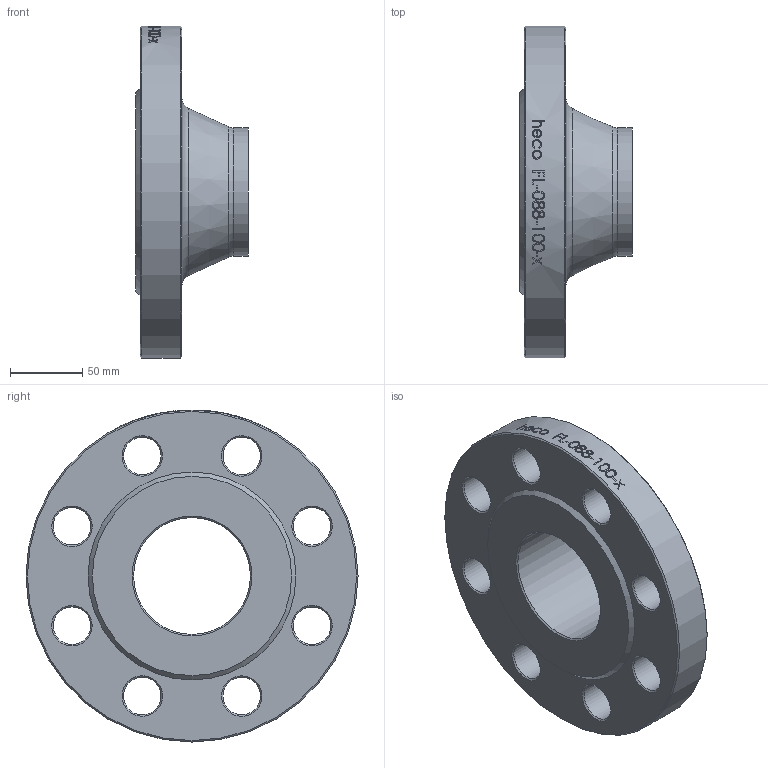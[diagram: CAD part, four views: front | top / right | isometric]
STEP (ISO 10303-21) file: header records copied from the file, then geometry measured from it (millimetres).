
FILE_DESCRIPTION (( 'STEP AP214' ), '1' );
FILE_NAME ('FL-088-100-x Vorschweissflansch EN1092 2103.STEP', '2021-03-01T15:45:33', ( '' ), ( '' ), 'SwSTEP 2.0', 'SolidWorks 2019', '' );
FILE_SCHEMA (( 'AUTOMOTIVE_DESIGN' ));
Length unit declared in the file: millimetre
Products named in the file (1): FL-088-100-x Vorschweissflansch EN1092 2103
Bounding box: 78 x 230 x 230 mm (x, y, z)
Volume: 1096792.3 mm3; surface area: 132965.3 mm2
Topology: 1 solids, 1 shells, 63 faces, 248 edges, 213 vertices
Faces by surface type: cylinder 36, cone 21, plane 4, torus 2
Full cylindrical faces by diameter (mm): 26 x8, 80.9 x1, 88.9 x1, 230 x1
Entity records: 6925 total; most frequent: CARTESIAN_POINT 4846, ORIENTED_EDGE 402, DIRECTION 293, EDGE_CURVE 201, VERTEX_POINT 201, EDGE_LOOP 142, AXIS2_PLACEMENT_3D 136, B_SPLINE_CURVE_WITH_KNOTS 108
